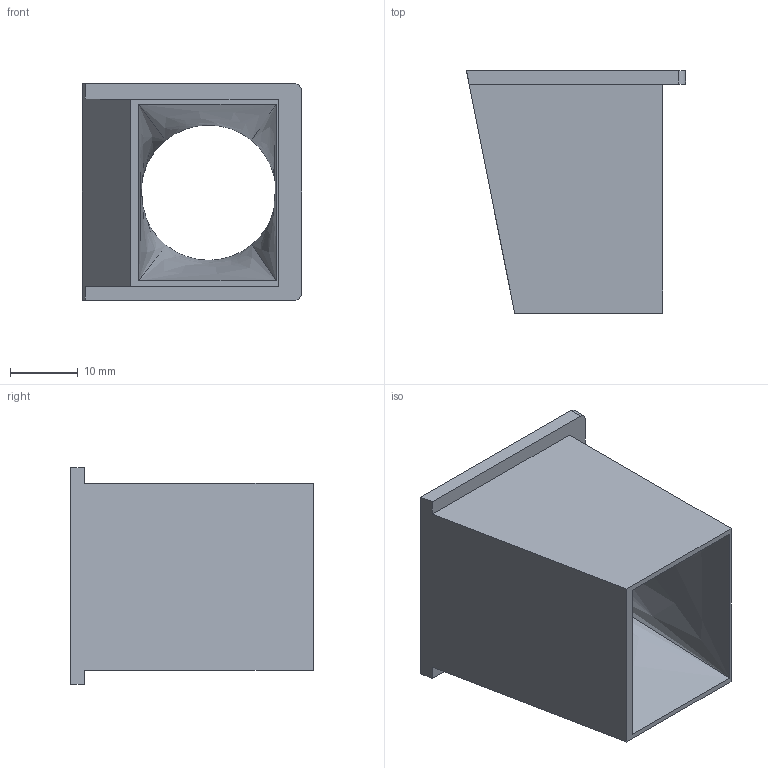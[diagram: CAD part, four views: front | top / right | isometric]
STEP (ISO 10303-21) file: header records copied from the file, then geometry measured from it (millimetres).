
FILE_DESCRIPTION(/* description */ (''),/* implementation_level */ '2;1');
FILE_NAME(/* name */ 'Spout Interface.step',/* time_stamp */ '2024-01-02T20:06:05-08:00',/* author */ (''),/* organization */ (''),/* preprocessor_version */ 'ST-DEVELOPER v20',/* originating_system */ 'Autodesk Translation Framework v12.14.0.127',/* authorisation */ '');
FILE_SCHEMA (('AUTOMOTIVE_DESIGN { 1 0 10303 214 3 1 1 }'));
Length unit declared in the file: millimetre
Products named in the file (1): Spout Interface
Bounding box: 32.4 x 35.86 x 32 mm (x, y, z)
Volume: 10815 mm3; surface area: 7581.2 mm2
Topology: 1 solids, 1 shells, 18 faces, 49 edges, 33 vertices
Faces by surface type: plane 10, bspline 4, cylinder 3, cone 1
Full cylindrical faces by diameter (mm): 22.5 x1
Entity records: 731 total; most frequent: CARTESIAN_POINT 243, ORIENTED_EDGE 98, DIRECTION 86, EDGE_CURVE 49, LINE 34, VECTOR 34, VERTEX_POINT 33, AXIS2_PLACEMENT_3D 26
